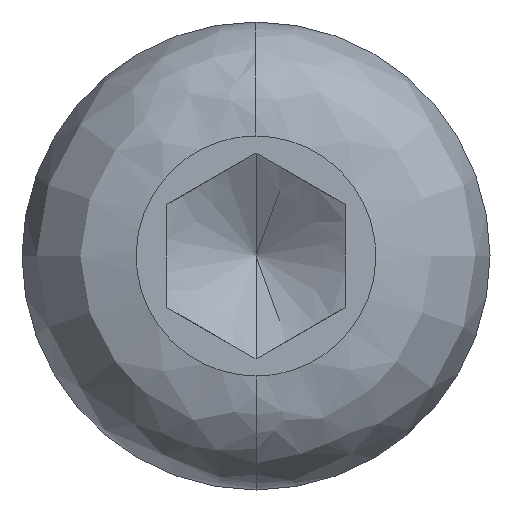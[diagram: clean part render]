
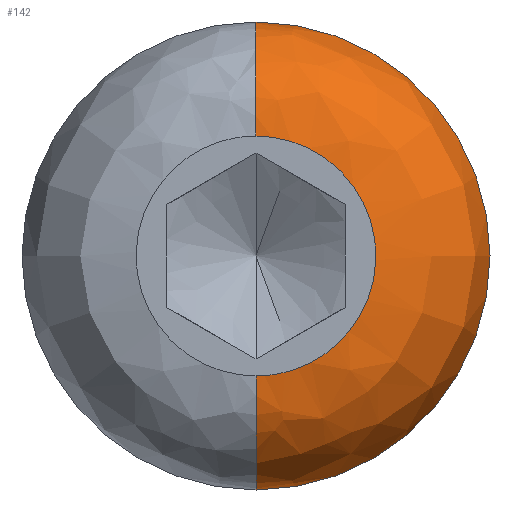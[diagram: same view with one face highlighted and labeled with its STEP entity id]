
A CAD part, left-side view. The second image highlights one B-rep face of the part: STEP entity #142.
In plain terms, the highlighted free-form (B-spline) face has degree [3, 3] with [4, 4] control points.
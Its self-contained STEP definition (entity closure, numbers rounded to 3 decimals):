
#11 = EDGE_LOOP ( 'NONE', ( #227, #41, #488, #137 ) ) ;
#34 = EDGE_CURVE ( 'NONE', #71, #214, #406, .T. ) ;
#35 = DIRECTION ( 'NONE',  ( 0., -1., 0. ) ) ;
#41 = ORIENTED_EDGE ( 'NONE', *, *, #190, .T. ) ;
#51 = CARTESIAN_POINT ( 'NONE',  ( -3.3, 0., 2.69 ) ) ;
#60 = CARTESIAN_POINT ( 'NONE',  ( -3.3, -5.38, 2.69 ) ) ;
#67 = DIRECTION ( 'NONE',  ( 0., 0., -1. ) ) ;
#70 = CARTESIAN_POINT ( 'NONE',  ( -3.3, 0., -4.19 ) ) ;
#71 = VERTEX_POINT ( 'NONE', #568 ) ;
#100 = CARTESIAN_POINT ( 'NONE',  ( -3.3, -5.38, -2.69 ) ) ;
#117 = CARTESIAN_POINT ( 'NONE',  ( -0.74, 0., -5.25 ) ) ;
#128 = CARTESIAN_POINT ( 'NONE',  ( -3.3, 0., 2.69 ) ) ;
#129 = CIRCLE ( 'NONE', #460, 5.25 ) ;
#137 = ORIENTED_EDGE ( 'NONE', *, *, #34, .F. ) ;
#142 = ADVANCED_FACE ( 'NONE', ( #203 ), #394, .T. ) ;
#155 = VERTEX_POINT ( 'NONE', #128 ) ;
#169 = CARTESIAN_POINT ( 'NONE',  ( -3.3, -5.38, -2.69 ) ) ;
#172 = CARTESIAN_POINT ( 'NONE',  ( -0.74, -10.5, 5.25 ) ) ;
#190 = EDGE_CURVE ( 'NONE', #374, #155, #373, .T. ) ;
#200 = DIRECTION ( 'NONE',  ( 1., 0., 0. ) ) ;
#203 = FACE_OUTER_BOUND ( 'NONE', #11, .T. ) ;
#214 = VERTEX_POINT ( 'NONE', #224 ) ;
#216 = CARTESIAN_POINT ( 'NONE',  ( -2.24, -10.5, -5.25 ) ) ;
#224 = CARTESIAN_POINT ( 'NONE',  ( -3.3, 0., -2.69 ) ) ;
#227 = ORIENTED_EDGE ( 'NONE', *, *, #507, .F. ) ;
#246 = AXIS2_PLACEMENT_3D ( 'NONE', #431, #339, #67 ) ;
#261 = CARTESIAN_POINT ( 'NONE',  ( -2.24, 0., -5.25 ) ) ;
#269 = CARTESIAN_POINT ( 'NONE',  ( -0.74, 0., 2.69 ) ) ;
#278 = CARTESIAN_POINT ( 'NONE',  ( -0.74, 0., 5.25 ) ) ;
#304 = CARTESIAN_POINT ( 'NONE',  ( -3.3, -8.379, 4.19 ) ) ;
#309 = CARTESIAN_POINT ( 'NONE',  ( -3.3, -5.38, 2.69 ) ) ;
#339 = DIRECTION ( 'NONE',  ( 0., 1., 0. ) ) ;
#348 = CARTESIAN_POINT ( 'NONE',  ( -3.3, -8.379, -4.19 ) ) ;
#356 = CARTESIAN_POINT ( 'NONE',  ( -0.74, -10.5, -5.25 ) ) ;
#373 = CIRCLE ( 'NONE', #535, 2.56 ) ;
#374 = VERTEX_POINT ( 'NONE', #278 ) ;
#382 = DIRECTION ( 'NONE',  ( 0., 0., -1. ) ) ;
#390 = CARTESIAN_POINT ( 'NONE',  ( -2.24, 0., 5.25 ) ) ;
#392 = CARTESIAN_POINT ( 'NONE',  ( -3.3, 0., 2.69 ) ) ;
#394 =( BOUNDED_SURFACE ( )  B_SPLINE_SURFACE ( 3, 3, ( 
 ( #534, #172, #356, #117 ),
 ( #390, #484, #216, #261 ),
 ( #584, #304, #348, #70 ),
 ( #392, #309, #169, #538 ) ),
 .UNSPECIFIED., .F., .F., .T. ) 
 B_SPLINE_SURFACE_WITH_KNOTS ( ( 4, 4 ),
 ( 4, 4 ),
 ( 0., 1. ),
 ( 0., 1. ),
 .UNSPECIFIED. ) 
 GEOMETRIC_REPRESENTATION_ITEM ( )  RATIONAL_B_SPLINE_SURFACE ( (
 ( 1., 0.333, 0.333, 1.),
 ( 0.805, 0.268, 0.268, 0.805),
 ( 0.805, 0.268, 0.268, 0.805),
 ( 1., 0.333, 0.333, 1.) ) ) 
 REPRESENTATION_ITEM ( '' )  SURFACE ( )  );
#406 = CIRCLE ( 'NONE', #246, 2.56 ) ;
#431 = CARTESIAN_POINT ( 'NONE',  ( -0.74, 0., -2.69 ) ) ;
#456 =( BOUNDED_CURVE ( )  B_SPLINE_CURVE ( 3, ( #51, #60, #100, #525 ),
 .UNSPECIFIED., .F., .F. ) 
 B_SPLINE_CURVE_WITH_KNOTS ( ( 4, 4 ),
 ( 0.75, 1.25 ),
 .UNSPECIFIED. ) 
 CURVE ( )  GEOMETRIC_REPRESENTATION_ITEM ( )  RATIONAL_B_SPLINE_CURVE ( ( 1., 0.333, 0.333, 1. ) ) 
 REPRESENTATION_ITEM ( '' )  );
#460 = AXIS2_PLACEMENT_3D ( 'NONE', #560, #200, #382 ) ;
#484 = CARTESIAN_POINT ( 'NONE',  ( -2.24, -10.5, 5.25 ) ) ;
#488 = ORIENTED_EDGE ( 'NONE', *, *, #530, .T. ) ;
#507 = EDGE_CURVE ( 'NONE', #374, #71, #129, .T. ) ;
#525 = CARTESIAN_POINT ( 'NONE',  ( -3.3, 0., -2.69 ) ) ;
#530 = EDGE_CURVE ( 'NONE', #155, #214, #456, .T. ) ;
#534 = CARTESIAN_POINT ( 'NONE',  ( -0.74, 0., 5.25 ) ) ;
#535 = AXIS2_PLACEMENT_3D ( 'NONE', #269, #35, #593 ) ;
#538 = CARTESIAN_POINT ( 'NONE',  ( -3.3, 0., -2.69 ) ) ;
#560 = CARTESIAN_POINT ( 'NONE',  ( -0.74, 0., 0. ) ) ;
#568 = CARTESIAN_POINT ( 'NONE',  ( -0.74, 0., -5.25 ) ) ;
#584 = CARTESIAN_POINT ( 'NONE',  ( -3.3, 0., 4.19 ) ) ;
#593 = DIRECTION ( 'NONE',  ( 0., 0., 1. ) ) ;
